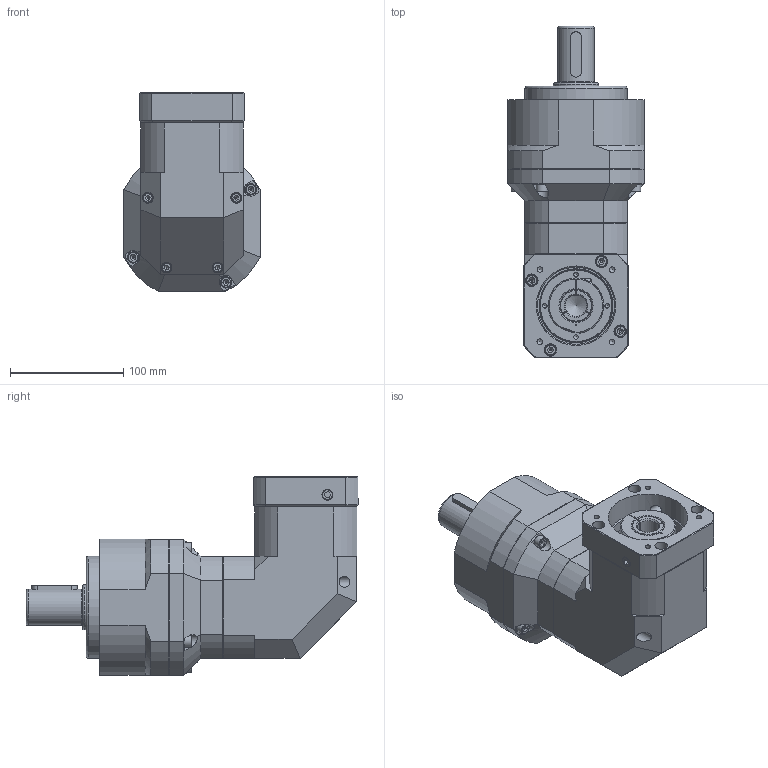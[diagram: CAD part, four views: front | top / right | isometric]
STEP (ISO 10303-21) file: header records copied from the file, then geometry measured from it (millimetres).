
FILE_DESCRIPTION((''),'2;1');
FILE_NAME('KSEL-120-2.stp','2014-04-10T11:41:40',('young'),(''),'Autodesk Inventor 2012','Autodesk Inventor 2012','');
FILE_SCHEMA(('AUTOMOTIVE_DESIGN { 1 0 10303 214 1 1 1 1 }'));
Length unit declared in the file: millimetre
Products named in the file (1): KSEL-120-2
Bounding box: 120 x 292.6 x 175.3 mm (x, y, z)
Volume: 2184397.2 mm3; surface area: 288239.4 mm2
Topology: 26 solids, 26 shells, 784 faces, 1850 edges, 1185 vertices
Faces by surface type: plane 440, cylinder 179, cone 120, torus 23, bspline 22
Full cylindrical faces by diameter (mm): 4 x4, 4.2 x4, 5 x16, 5.1 x1, 5.5 x4, 6 x13, 6.5 x5, 6.8 x8, 8.433 x2, 8.5 x5, 9.5 x6, 10 x9, 11 x4, 12 x1, 17 x1, 19 x1, 28.4 x1, 29.8 x1, 30 x1, 32 x1, 39 x1, 39.8 x1, 40 x1, 43 x1, 45 x2, 47 x1, 55 x2, 62 x3, 63.92 x18, 65 x2
Entity records: 27691 total; most frequent: CARTESIAN_POINT 11121, DIRECTION 3354, ORIENTED_EDGE 3126, EDGE_CURVE 1563, AXIS2_PLACEMENT_3D 1278, VERTEX_POINT 1127, EDGE_LOOP 1086, VECTOR 798
